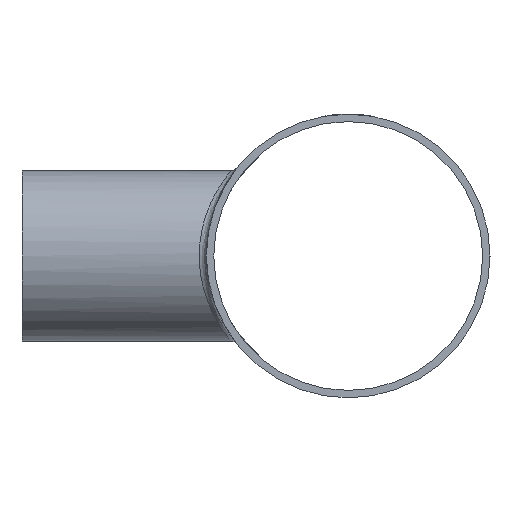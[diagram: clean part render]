
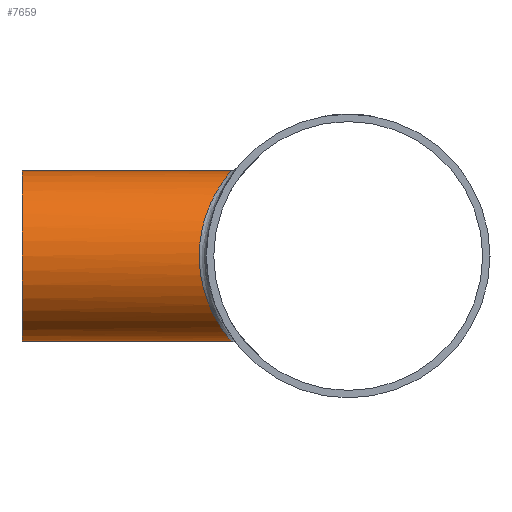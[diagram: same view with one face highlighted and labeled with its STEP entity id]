
A CAD part, left-side view. The second image highlights one B-rep face of the part: STEP entity #7659.
In plain terms, the highlighted cylindrical face has radius 19.05 mm (diameter 38.1 mm), a full revolution.
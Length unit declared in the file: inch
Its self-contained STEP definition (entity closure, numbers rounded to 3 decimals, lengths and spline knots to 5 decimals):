
#139=FACE_BOUND('',#1395,.T.);
#939=FACE_OUTER_BOUND('',#1394,.T.);
#1394=EDGE_LOOP('',(#7158));
#1395=EDGE_LOOP('',(#7159));
#2645=CIRCLE('',#8117,0.75);
#3010=B_SPLINE_CURVE_WITH_KNOTS('',3,(#16616,#16617,#16618,#16619,#16620,
#16621,#16622,#16623,#16624,#16625,#16626,#16627,#16628,#16629,#16630,#16631,
#16632,#16633,#16634,#16635,#16636,#16637),.UNSPECIFIED.,.T.,.F.,(4,1,1,
1,1,1,1,1,1,1,1,1,1,1,1,1,1,1,1,4),(0.,0.42303,0.84606,
1.69211,2.53817,2.9612,3.38423,4.5123,
5.07634,5.64038,6.20441,6.76845,7.61451,
8.46057,8.88359,9.30662,10.15268,10.99873,
11.42176,11.84479),.UNSPECIFIED.);
#3765=VERTEX_POINT('',#16614);
#3766=VERTEX_POINT('',#16639);
#4900=EDGE_CURVE('',#3765,#3765,#3010,.T.);
#4901=EDGE_CURVE('',#3766,#3766,#2645,.T.);
#7158=ORIENTED_EDGE('',*,*,#4901,.T.);
#7159=ORIENTED_EDGE('',*,*,#4900,.F.);
#7213=CYLINDRICAL_SURFACE('',#8116,0.75);
#7659=ADVANCED_FACE('',(#939,#139),#7213,.T.);
#8116=AXIS2_PLACEMENT_3D('',#16638,#9576,#9577);
#8117=AXIS2_PLACEMENT_3D('',#16640,#9578,#9579);
#9576=DIRECTION('center_axis',(0.,-1.,0.));
#9577=DIRECTION('ref_axis',(1.,0.,0.));
#9578=DIRECTION('center_axis',(0.,-1.,0.));
#9579=DIRECTION('ref_axis',(1.,0.,0.));
#16614=CARTESIAN_POINT('',(0.,1.03078,0.75));
#16616=CARTESIAN_POINT('Ctrl Pts',(0.,1.03076,
0.74999));
#16617=CARTESIAN_POINT('Ctrl Pts',(-0.05773,1.03076,
0.74999));
#16618=CARTESIAN_POINT('Ctrl Pts',(-0.1732,1.04254,
0.73657));
#16619=CARTESIAN_POINT('Ctrl Pts',(-0.38558,1.10376,
0.65963));
#16620=CARTESIAN_POINT('Ctrl Pts',(-0.60161,1.21495,
0.4874));
#16621=CARTESIAN_POINT('Ctrl Pts',(-0.72973,1.29897,0.23114));
#16622=CARTESIAN_POINT('Ctrl Pts',(-0.75681,1.31696,
0.00013));
#16623=CARTESIAN_POINT('Ctrl Pts',(-0.72506,1.29618,
-0.2703));
#16624=CARTESIAN_POINT('Ctrl Pts',(-0.57666,1.19758,
-0.51753));
#16625=CARTESIAN_POINT('Ctrl Pts',(-0.33532,1.08653,
-0.6827));
#16626=CARTESIAN_POINT('Ctrl Pts',(-0.11787,1.02847,
-0.75297));
#16627=CARTESIAN_POINT('Ctrl Pts',(0.11789,1.02851,-0.75283));
#16628=CARTESIAN_POINT('Ctrl Pts',(0.37139,1.09641,-0.67119));
#16629=CARTESIAN_POINT('Ctrl Pts',(0.60148,1.21494,-0.48721));
#16630=CARTESIAN_POINT('Ctrl Pts',(0.72981,1.29892,-0.23131));
#16631=CARTESIAN_POINT('Ctrl Pts',(0.75675,1.31703,0.));
#16632=CARTESIAN_POINT('Ctrl Pts',(0.72976,1.29891,0.23129));
#16633=CARTESIAN_POINT('Ctrl Pts',(0.60158,1.215,0.48742));
#16634=CARTESIAN_POINT('Ctrl Pts',(0.38559,1.10374,0.65963));
#16635=CARTESIAN_POINT('Ctrl Pts',(0.17319,1.04254,0.73657));
#16636=CARTESIAN_POINT('Ctrl Pts',(0.05773,1.03076,
0.74999));
#16637=CARTESIAN_POINT('Ctrl Pts',(0.,1.03076,
0.74999));
#16638=CARTESIAN_POINT('Origin',(0.,2.875,0.));
#16639=CARTESIAN_POINT('',(-0.75,2.875,0.));
#16640=CARTESIAN_POINT('Origin',(0.,2.875,0.));
